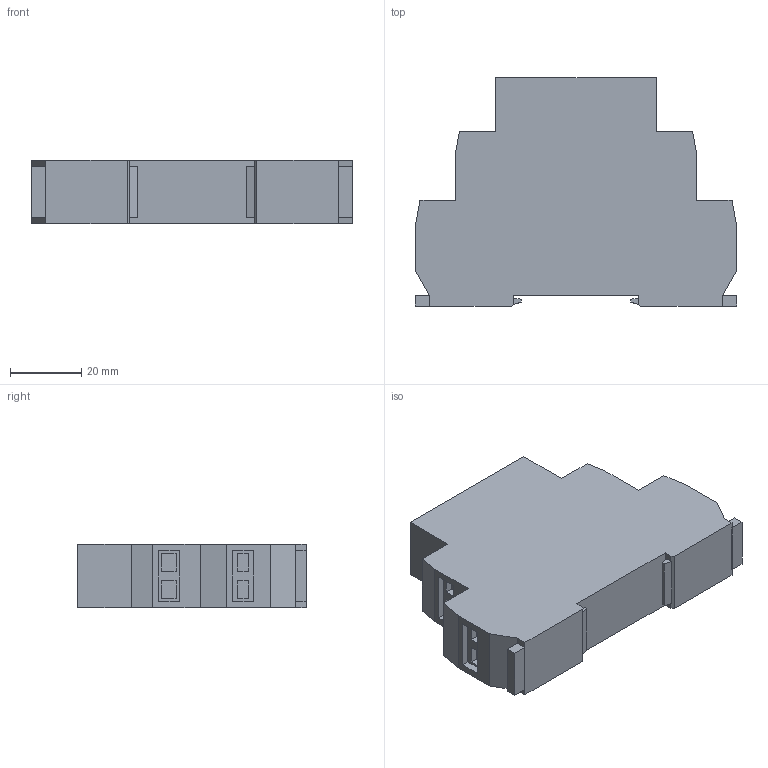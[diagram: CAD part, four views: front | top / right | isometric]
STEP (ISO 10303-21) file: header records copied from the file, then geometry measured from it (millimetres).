
FILE_DESCRIPTION (( 'STEP AP214' ), '1' );
FILE_NAME ('ORL-02-ACDC24-240V_Ðåëå íàïîëí_äðåíàæ ORL 24-240 Â AC_DC IEK.STEP', '2018-10-19T14:36:15', ( '' ), ( '' ), 'SwSTEP 2.0', 'SolidWorks 2014', '' );
FILE_SCHEMA (( 'AUTOMOTIVE_DESIGN' ));
Length unit declared in the file: millimetre
Products named in the file (2): ORL-02-ACDC24-240V_Ðåëå íàïîëí_äðåíàæ ORL 24-240 Â AC_DC IEK
Bounding box: 90 x 64 x 17.9 mm (x, y, z)
Volume: 78995.2 mm3; surface area: 16062.2 mm2
Topology: 1 solids, 1 shells, 186 faces, 454 edges, 300 vertices
Faces by surface type: plane 152, cylinder 30, torus 4
Entity records: 5451 total; most frequent: CARTESIAN_POINT 942, ORIENTED_EDGE 908, DIRECTION 898, EDGE_CURVE 454, VECTOR 386, LINE 386, VERTEX_POINT 300, AXIS2_PLACEMENT_3D 256
